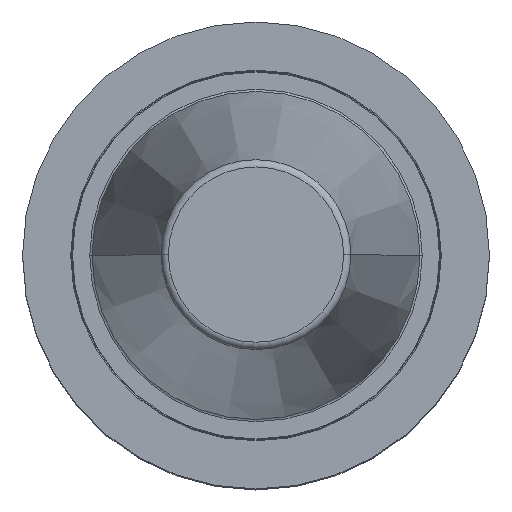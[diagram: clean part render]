
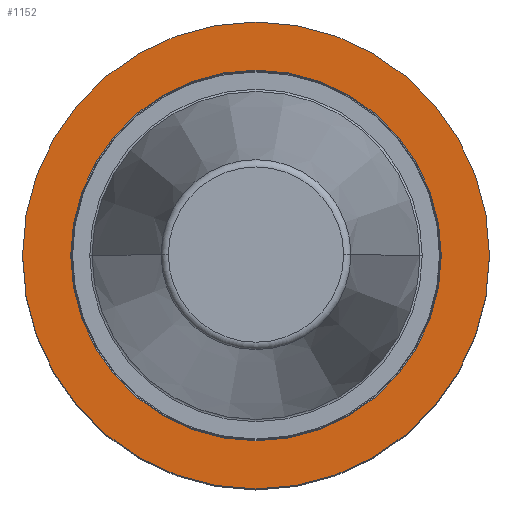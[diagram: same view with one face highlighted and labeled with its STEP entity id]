
A CAD part, top view. The second image highlights one B-rep face of the part: STEP entity #1152.
In plain terms, the highlighted planar face has unit normal (0, 0, 1).
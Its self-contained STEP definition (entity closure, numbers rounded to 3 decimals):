
#113=CARTESIAN_POINT('',(0.,0.,0.));
#114=DIRECTION('',(0.,0.,-1.));
#115=DIRECTION('',(1.,0.,0.));
#116=AXIS2_PLACEMENT_3D('',#113,#114,#115);
#121=CARTESIAN_POINT('',(0.,0.,0.));
#122=DIRECTION('',(0.,0.,1.));
#123=DIRECTION('',(1.,0.,0.));
#124=AXIS2_PLACEMENT_3D('',#121,#122,#123);
#129=CARTESIAN_POINT('',(0.,0.,0.));
#130=DIRECTION('',(0.,0.,1.));
#131=DIRECTION('',(1.,0.,0.));
#132=AXIS2_PLACEMENT_3D('',#129,#130,#131);
#137=CARTESIAN_POINT('',(0.,0.,0.));
#138=DIRECTION('',(0.,0.,1.));
#139=DIRECTION('',(-1.,0.,0.));
#140=AXIS2_PLACEMENT_3D('',#137,#138,#139);
#977=CARTESIAN_POINT('',(31.5,0.,0.));
#978=CARTESIAN_POINT('',(-31.5,0.,0.));
#979=VERTEX_POINT('',#977);
#980=VERTEX_POINT('',#978);
#1041=CARTESIAN_POINT('',(25.,0.,0.));
#1042=CARTESIAN_POINT('',(-25.,0.,0.));
#1043=VERTEX_POINT('',#1041);
#1044=VERTEX_POINT('',#1042);
#1137=CARTESIAN_POINT('',(0.,0.,0.));
#1138=DIRECTION('',(0.,0.,-1.));
#1139=DIRECTION('',(-1.,0.,0.));
#1140=AXIS2_PLACEMENT_3D('',#1137,#1138,#1139);
#1141=PLANE('',#1140);
#1142=ORIENTED_EDGE('',*,*,#1058,.T.);
#1143=ORIENTED_EDGE('',*,*,#1117,.F.);
#1144=EDGE_LOOP('',(#1142,#1143));
#1145=FACE_OUTER_BOUND('',#1144,.F.);
#1147=ORIENTED_EDGE('',*,*,#1146,.T.);
#1149=ORIENTED_EDGE('',*,*,#1148,.T.);
#1150=EDGE_LOOP('',(#1147,#1149));
#1151=FACE_BOUND('',#1150,.F.);
#117=CIRCLE('',#116,31.5);
#125=CIRCLE('',#124,31.5);
#133=CIRCLE('',#132,25.);
#141=CIRCLE('',#140,25.);
#1058=EDGE_CURVE('',#979,#980,#117,.T.);
#1117=EDGE_CURVE('',#979,#980,#125,.T.);
#1146=EDGE_CURVE('',#1043,#1044,#133,.T.);
#1148=EDGE_CURVE('',#1044,#1043,#141,.T.);
#1152=ADVANCED_FACE('',(#1145,#1151),#1141,.F.);
